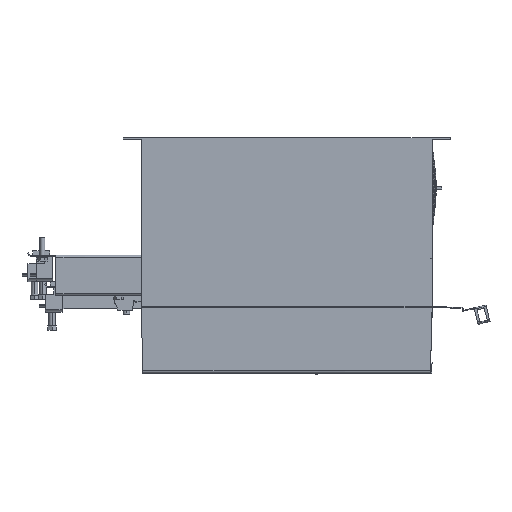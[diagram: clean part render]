
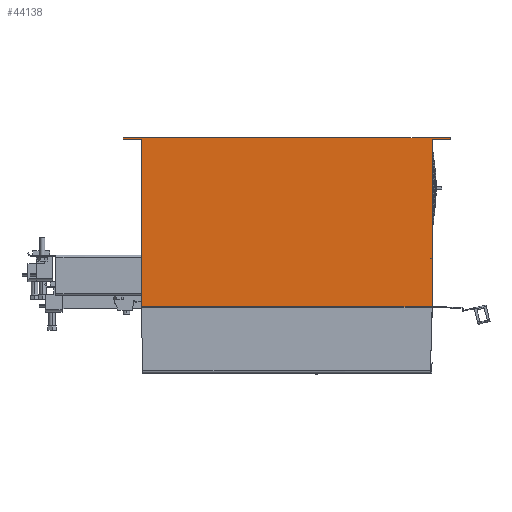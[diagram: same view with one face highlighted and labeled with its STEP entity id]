
A CAD part, top view. The second image highlights one B-rep face of the part: STEP entity #44138.
In plain terms, the highlighted planar face has unit normal (0, 0, 1).
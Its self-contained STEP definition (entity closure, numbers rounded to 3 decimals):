
#4002=DIRECTION('',(0.,1.,0.));
#4003=VECTOR('',#4002,144.7);
#4004=CARTESIAN_POINT('',(177.5,-145.202,3.));
#4005=LINE('',#4004,#4003);
#4009=DIRECTION('',(1.,0.,0.));
#4010=VECTOR('',#4009,2.3);
#4011=CARTESIAN_POINT('',(175.2,-145.202,3.));
#4012=LINE('',#4011,#4010);
#4016=DIRECTION('',(0.,1.,0.));
#4017=VECTOR('',#4016,0.498);
#4018=CARTESIAN_POINT('',(175.2,-145.7,3.));
#4019=LINE('',#4018,#4017);
#4030=DIRECTION('',(0.,-1.,0.));
#4031=VECTOR('',#4030,204.198);
#4032=CARTESIAN_POINT('',(-177.5,-0.502,3.));
#4033=LINE('',#4032,#4031);
#4398=DIRECTION('',(-1.,0.,0.));
#4399=VECTOR('',#4398,22.);
#4400=CARTESIAN_POINT('',(-177.5,-0.502,3.));
#4401=LINE('',#4400,#4399);
#4499=DIRECTION('',(-1.,0.,0.));
#4500=VECTOR('',#4499,399.);
#4501=CARTESIAN_POINT('',(199.5,1.498,3.));
#4502=LINE('',#4501,#4500);
#4703=DIRECTION('',(0.,-1.,0.));
#4704=VECTOR('',#4703,2.);
#4705=CARTESIAN_POINT('',(199.5,1.498,3.));
#4706=LINE('',#4705,#4704);
#4717=DIRECTION('',(-1.,0.,0.));
#4718=VECTOR('',#4717,22.);
#4719=CARTESIAN_POINT('',(199.5,-0.502,3.));
#4720=LINE('',#4719,#4718);
#4991=DIRECTION('',(0.,-1.,0.));
#4992=VECTOR('',#4991,2.);
#4993=CARTESIAN_POINT('',(-199.5,1.498,3.));
#4994=LINE('',#4993,#4992);
#5203=DIRECTION('',(1.,0.,0.));
#5204=VECTOR('',#5203,355.);
#5205=CARTESIAN_POINT('',(-177.5,-204.7,3.));
#5206=LINE('',#5205,#5204);
#5259=DIRECTION('',(0.,-1.,0.));
#5260=VECTOR('',#5259,59.);
#5261=CARTESIAN_POINT('',(177.5,-145.7,3.));
#5262=LINE('',#5261,#5260);
#5336=DIRECTION('',(1.,0.,0.));
#5337=VECTOR('',#5336,2.3);
#5338=CARTESIAN_POINT('',(175.2,-145.7,3.));
#5339=LINE('',#5338,#5337);
#36120=CARTESIAN_POINT('',(175.2,-145.7,3.));
#36121=VERTEX_POINT('',#36120);
#36122=CARTESIAN_POINT('',(175.2,-145.202,3.));
#36123=VERTEX_POINT('',#36122);
#36313=CARTESIAN_POINT('',(177.5,-145.202,3.));
#36314=VERTEX_POINT('',#36313);
#36315=CARTESIAN_POINT('',(177.5,-0.502,3.));
#36316=VERTEX_POINT('',#36315);
#36333=CARTESIAN_POINT('',(-177.5,-0.502,3.));
#36334=CARTESIAN_POINT('',(-177.5,-204.7,3.));
#36335=VERTEX_POINT('',#36333);
#36336=VERTEX_POINT('',#36334);
#36337=CARTESIAN_POINT('',(177.5,-145.7,3.));
#36338=VERTEX_POINT('',#36337);
#36339=CARTESIAN_POINT('',(177.5,-204.7,3.));
#36340=VERTEX_POINT('',#36339);
#39392=CARTESIAN_POINT('',(-199.5,-0.502,3.));
#39393=VERTEX_POINT('',#39392);
#39394=CARTESIAN_POINT('',(-199.5,1.498,3.));
#39395=VERTEX_POINT('',#39394);
#39396=CARTESIAN_POINT('',(199.5,1.498,3.));
#39397=VERTEX_POINT('',#39396);
#39398=CARTESIAN_POINT('',(199.5,-0.502,3.));
#39399=VERTEX_POINT('',#39398);
#44110=CARTESIAN_POINT('',(0.,-101.601,3.));
#44111=DIRECTION('',(0.,0.,1.));
#44112=DIRECTION('',(1.,0.,0.));
#44113=AXIS2_PLACEMENT_3D('',#44110,#44111,#44112);
#44114=PLANE('',#44113);
#44116=ORIENTED_EDGE('',*,*,#44115,.F.);
#44118=ORIENTED_EDGE('',*,*,#44117,.T.);
#44120=ORIENTED_EDGE('',*,*,#44119,.F.);
#44122=ORIENTED_EDGE('',*,*,#44121,.F.);
#44124=ORIENTED_EDGE('',*,*,#44123,.T.);
#44126=ORIENTED_EDGE('',*,*,#44125,.T.);
#44127=ORIENTED_EDGE('',*,*,#43894,.F.);
#44128=ORIENTED_EDGE('',*,*,#44103,.F.);
#44129=ORIENTED_EDGE('',*,*,#41086,.F.);
#44131=ORIENTED_EDGE('',*,*,#44130,.T.);
#44133=ORIENTED_EDGE('',*,*,#44132,.T.);
#44135=ORIENTED_EDGE('',*,*,#44134,.F.);
#44136=EDGE_LOOP('',(#44116,#44118,#44120,#44122,#44124,#44126,#44127,#44128,
#44129,#44131,#44133,#44135));
#44137=FACE_OUTER_BOUND('',#44136,.F.);
#44138=ADVANCED_FACE('',(#44137),#44114,.T.);
#41086=EDGE_CURVE('',#36121,#36123,#4019,.T.);
#43894=EDGE_CURVE('',#36314,#36316,#4005,.T.);
#44103=EDGE_CURVE('',#36123,#36314,#4012,.T.);
#44115=EDGE_CURVE('',#36335,#36336,#4033,.T.);
#44117=EDGE_CURVE('',#36335,#39393,#4401,.T.);
#44119=EDGE_CURVE('',#39395,#39393,#4994,.T.);
#44121=EDGE_CURVE('',#39397,#39395,#4502,.T.);
#44123=EDGE_CURVE('',#39397,#39399,#4706,.T.);
#44125=EDGE_CURVE('',#39399,#36316,#4720,.T.);
#44130=EDGE_CURVE('',#36121,#36338,#5339,.T.);
#44132=EDGE_CURVE('',#36338,#36340,#5262,.T.);
#44134=EDGE_CURVE('',#36336,#36340,#5206,.T.);
